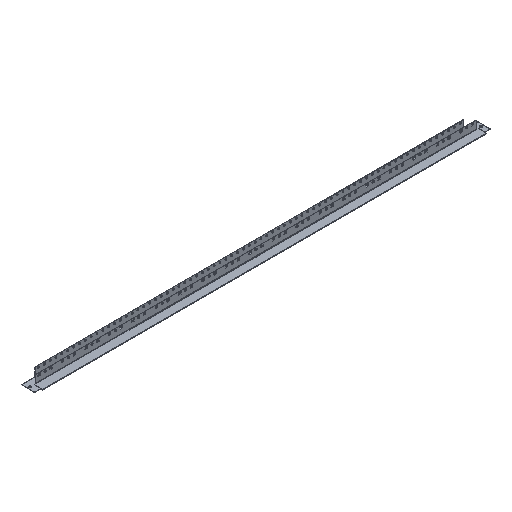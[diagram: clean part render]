
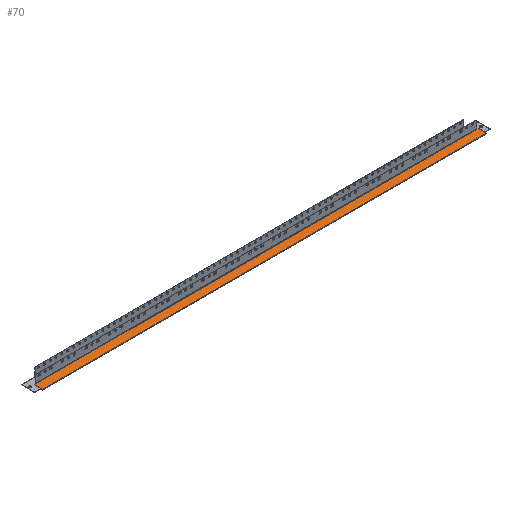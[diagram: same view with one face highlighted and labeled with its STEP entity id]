
A CAD part, isometric view. The second image highlights one B-rep face of the part: STEP entity #70.
In plain terms, the highlighted planar face has unit normal (0, 0, 1).
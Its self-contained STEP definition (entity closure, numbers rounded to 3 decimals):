
#70 = ADVANCED_FACE ( 'NONE', ( #13162 ), #349, .T. ) ;
#250 = ORIENTED_EDGE ( 'NONE', *, *, #5739, .F. ) ;
#259 = ORIENTED_EDGE ( 'NONE', *, *, #5738, .F. ) ;
#268 = ORIENTED_EDGE ( 'NONE', *, *, #5728, .F. ) ;
#277 = ORIENTED_EDGE ( 'NONE', *, *, #5724, .F. ) ;
#286 = ORIENTED_EDGE ( 'NONE', *, *, #5737, .F. ) ;
#295 = ORIENTED_EDGE ( 'NONE', *, *, #5734, .F. ) ;
#304 = ORIENTED_EDGE ( 'NONE', *, *, #5735, .F. ) ;
#313 = ORIENTED_EDGE ( 'NONE', *, *, #5736, .F. ) ;
#341 = CARTESIAN_POINT ( 'NONE',  ( 0., -13.475, 3.1 ) ) ;
#349 = PLANE ( 'NONE',  #15286 ) ;
#354 = DIRECTION ( 'NONE',  ( 0., 0., 1. ) ) ;
#355 = DIRECTION ( 'NONE',  ( 1., 0., 0. ) ) ;
#2312 = LINE ( 'NONE', #8182, #2313 ) ;
#2313 = VECTOR ( 'NONE', #8183, 1000. ) ;
#2318 = LINE ( 'NONE', #8190, #2319 ) ;
#2319 = VECTOR ( 'NONE', #8191, 1000. ) ;
#2326 = LINE ( 'NONE', #8203, #2335 ) ;
#2329 = LINE ( 'NONE', #8205, #2330 ) ;
#2330 = VECTOR ( 'NONE', #8206, 1000. ) ;
#2331 = LINE ( 'NONE', #8207, #2332 ) ;
#2332 = VECTOR ( 'NONE', #8208, 1000. ) ;
#2333 = LINE ( 'NONE', #8209, #2334 ) ;
#2334 = VECTOR ( 'NONE', #8210, 1000. ) ;
#2335 = VECTOR ( 'NONE', #8212, 1000. ) ;
#2337 = LINE ( 'NONE', #8213, #2338 ) ;
#2338 = VECTOR ( 'NONE', #8214, 1000. ) ;
#2339 = LINE ( 'NONE', #8215, #2340 ) ;
#2340 = VECTOR ( 'NONE', #8216, 1000. ) ;
#4448 = EDGE_LOOP ( 'NONE', ( #313, #304, #295, #286, #277, #268, #259, #250 ) ) ;
#5724 = EDGE_CURVE ( 'NONE', #12003, #12002, #2312, .T. ) ;
#5728 = EDGE_CURVE ( 'NONE', #12004, #12003, #2318, .T. ) ;
#5734 = EDGE_CURVE ( 'NONE', #12001, #12000, #2329, .T. ) ;
#5735 = EDGE_CURVE ( 'NONE', #12000, #11998, #2331, .T. ) ;
#5736 = EDGE_CURVE ( 'NONE', #11998, #11999, #2333, .T. ) ;
#5737 = EDGE_CURVE ( 'NONE', #12002, #12001, #2326, .T. ) ;
#5738 = EDGE_CURVE ( 'NONE', #12005, #12004, #2337, .T. ) ;
#5739 = EDGE_CURVE ( 'NONE', #11999, #12005, #2339, .T. ) ;
#8182 = CARTESIAN_POINT ( 'NONE',  ( 0., -31.325, 3.1 ) ) ;
#8183 = DIRECTION ( 'NONE',  ( -1., 0., 0. ) ) ;
#8190 = CARTESIAN_POINT ( 'NONE',  ( 947.5, -13.475, 3.1 ) ) ;
#8191 = DIRECTION ( 'NONE',  ( 0., -1., 0. ) ) ;
#8203 = CARTESIAN_POINT ( 'NONE',  ( -947.5, -13.475, 3.1 ) ) ;
#8205 = CARTESIAN_POINT ( 'NONE',  ( 0., 4.375, 3.1 ) ) ;
#8206 = DIRECTION ( 'NONE',  ( 1., 0., 0. ) ) ;
#8207 = CARTESIAN_POINT ( 'NONE',  ( -940., 14.375, 3.1 ) ) ;
#8208 = DIRECTION ( 'NONE',  ( 0., -1., 0. ) ) ;
#8209 = CARTESIAN_POINT ( 'NONE',  ( -940., 4.275, 3.1 ) ) ;
#8210 = DIRECTION ( 'NONE',  ( 1., 0., 0. ) ) ;
#8212 = DIRECTION ( 'NONE',  ( 0., 1., 0. ) ) ;
#8213 = CARTESIAN_POINT ( 'NONE',  ( 0., 4.375, 3.1 ) ) ;
#8214 = DIRECTION ( 'NONE',  ( 1., 0., 0. ) ) ;
#8215 = CARTESIAN_POINT ( 'NONE',  ( 940., 4.275, 3.1 ) ) ;
#8216 = DIRECTION ( 'NONE',  ( 0., 1., 0. ) ) ;
#9154 = CARTESIAN_POINT ( 'NONE',  ( -940., 4.275, 3.1 ) ) ;
#9155 = CARTESIAN_POINT ( 'NONE',  ( 940., 4.275, 3.1 ) ) ;
#9156 = CARTESIAN_POINT ( 'NONE',  ( -940., 4.375, 3.1 ) ) ;
#9157 = CARTESIAN_POINT ( 'NONE',  ( -947.5, 4.375, 3.1 ) ) ;
#9158 = CARTESIAN_POINT ( 'NONE',  ( -947.5, -31.325, 3.1 ) ) ;
#9159 = CARTESIAN_POINT ( 'NONE',  ( 947.5, -31.325, 3.1 ) ) ;
#9160 = CARTESIAN_POINT ( 'NONE',  ( 947.5, 4.375, 3.1 ) ) ;
#9161 = CARTESIAN_POINT ( 'NONE',  ( 940., 4.375, 3.1 ) ) ;
#11998 = VERTEX_POINT ( 'NONE', #9154 ) ;
#11999 = VERTEX_POINT ( 'NONE', #9155 ) ;
#12000 = VERTEX_POINT ( 'NONE', #9156 ) ;
#12001 = VERTEX_POINT ( 'NONE', #9157 ) ;
#12002 = VERTEX_POINT ( 'NONE', #9158 ) ;
#12003 = VERTEX_POINT ( 'NONE', #9159 ) ;
#12004 = VERTEX_POINT ( 'NONE', #9160 ) ;
#12005 = VERTEX_POINT ( 'NONE', #9161 ) ;
#13162 = FACE_OUTER_BOUND ( 'NONE', #4448, .T. ) ;
#15286 = AXIS2_PLACEMENT_3D ( 'NONE', #341, #354, #355 ) ;
